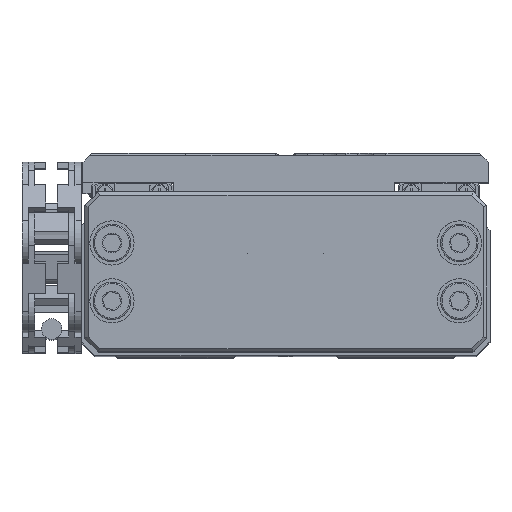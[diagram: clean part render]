
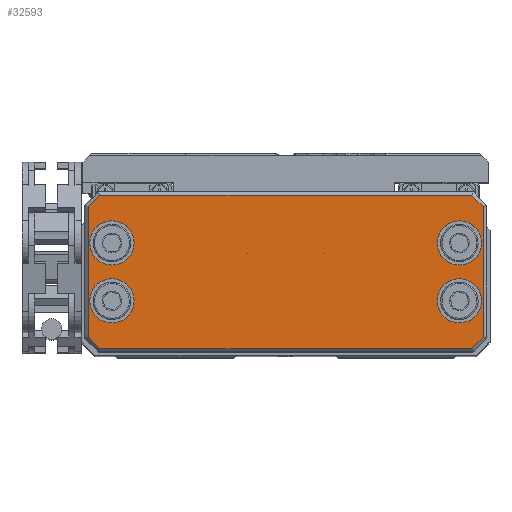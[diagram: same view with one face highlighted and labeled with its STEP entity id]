
A CAD part, top view. The second image highlights one B-rep face of the part: STEP entity #32593.
In plain terms, the highlighted planar face has unit normal (0, 0, 1).
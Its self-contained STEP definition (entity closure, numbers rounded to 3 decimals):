
#473 = ORIENTED_EDGE ( 'NONE', *, *, #9865, .T. ) ;
#1024 = CARTESIAN_POINT ( 'NONE',  ( 56.793, -0.5, 11. ) ) ;
#1285 = CARTESIAN_POINT ( 'NONE',  ( 55., -16., 11. ) ) ;
#1291 = DIRECTION ( 'NONE',  ( -1., 0., 0. ) ) ;
#1351 = ORIENTED_EDGE ( 'NONE', *, *, #33891, .T. ) ;
#1430 = CARTESIAN_POINT ( 'NONE',  ( 4., -16., 11. ) ) ;
#1446 = VECTOR ( 'NONE', #18582, 1000. ) ;
#1469 = DIRECTION ( 'NONE',  ( 1., 0., 0. ) ) ;
#2059 = VERTEX_POINT ( 'NONE', #21791 ) ;
#2210 = CARTESIAN_POINT ( 'NONE',  ( -10.396, -13.104, 11. ) ) ;
#2283 = EDGE_CURVE ( 'NONE', #4252, #7305, #8453, .T. ) ;
#2294 = EDGE_LOOP ( 'NONE', ( #15969, #36475 ) ) ;
#2832 = CIRCLE ( 'NONE', #21607, 3.25 ) ;
#2902 = CIRCLE ( 'NONE', #35990, 3.25 ) ;
#2933 = FACE_BOUND ( 'NONE', #33727, .T. ) ;
#2934 = CARTESIAN_POINT ( 'NONE',  ( 58.5, -21.293, 11. ) ) ;
#3145 = VECTOR ( 'NONE', #16591, 1000. ) ;
#3345 = CARTESIAN_POINT ( 'NONE',  ( 2.207, -0.5, 11. ) ) ;
#3431 = CARTESIAN_POINT ( 'NONE',  ( 4., -16., 11. ) ) ;
#4062 = CARTESIAN_POINT ( 'NONE',  ( 0., -23.5, 11. ) ) ;
#4251 = CIRCLE ( 'NONE', #5686, 3.25 ) ;
#4252 = VERTEX_POINT ( 'NONE', #34563 ) ;
#4666 = CARTESIAN_POINT ( 'NONE',  ( 7.25, -16., 11. ) ) ;
#4714 = LINE ( 'NONE', #18476, #27221 ) ;
#5431 = AXIS2_PLACEMENT_3D ( 'NONE', #3431, #17213, #30966 ) ;
#5686 = AXIS2_PLACEMENT_3D ( 'NONE', #8180, #21951, #35658 ) ;
#5736 = CARTESIAN_POINT ( 'NONE',  ( 39.896, 16.396, 11. ) ) ;
#5989 = ORIENTED_EDGE ( 'NONE', *, *, #20168, .F. ) ;
#6632 = EDGE_CURVE ( 'NONE', #40457, #16680, #10698, .T. ) ;
#6829 = AXIS2_PLACEMENT_3D ( 'NONE', #29509, #43211, #39823 ) ;
#7270 = EDGE_CURVE ( 'NONE', #26663, #22018, #42651, .T. ) ;
#7305 = VERTEX_POINT ( 'NONE', #1024 ) ;
#8180 = CARTESIAN_POINT ( 'NONE',  ( 55., -16., 11. ) ) ;
#8453 = LINE ( 'NONE', #5736, #19469 ) ;
#8541 = CARTESIAN_POINT ( 'NONE',  ( 0.5, -21.5, 11. ) ) ;
#9039 = DIRECTION ( 'NONE',  ( 0., 0., 1. ) ) ;
#9865 = EDGE_CURVE ( 'NONE', #35185, #35028, #15533, .T. ) ;
#10698 = LINE ( 'NONE', #25139, #38998 ) ;
#11838 = EDGE_LOOP ( 'NONE', ( #42903, #35601, #31639, #473, #28844, #1351, #42789, #36529 ) ) ;
#11840 = EDGE_LOOP ( 'NONE', ( #32692, #41489 ) ) ;
#12145 = DIRECTION ( 'NONE',  ( 0., -1., 0. ) ) ;
#12363 = LINE ( 'NONE', #8541, #30024 ) ;
#12373 = LINE ( 'NONE', #18721, #26798 ) ;
#13902 = EDGE_CURVE ( 'NONE', #16872, #37171, #16967, .T. ) ;
#14219 = ORIENTED_EDGE ( 'NONE', *, *, #7270, .F. ) ;
#15059 = DIRECTION ( 'NONE',  ( 0., 0., 1. ) ) ;
#15533 = LINE ( 'NONE', #2210, #38690 ) ;
#15839 = LINE ( 'NONE', #32962, #1446 ) ;
#15969 = ORIENTED_EDGE ( 'NONE', *, *, #13902, .F. ) ;
#16591 = DIRECTION ( 'NONE',  ( 0.707, 0.707, 0. ) ) ;
#16680 = VERTEX_POINT ( 'NONE', #31276 ) ;
#16860 = AXIS2_PLACEMENT_3D ( 'NONE', #1430, #35260, #28066 ) ;
#16872 = VERTEX_POINT ( 'NONE', #4666 ) ;
#16967 = CIRCLE ( 'NONE', #5431, 3.25 ) ;
#17213 = DIRECTION ( 'NONE',  ( 0., 0., 1. ) ) ;
#17273 = CARTESIAN_POINT ( 'NONE',  ( 7.25, -7.5, 11. ) ) ;
#18476 = CARTESIAN_POINT ( 'NONE',  ( 2., -0.5, 11. ) ) ;
#18582 = DIRECTION ( 'NONE',  ( 0., 1., 0. ) ) ;
#18721 = CARTESIAN_POINT ( 'NONE',  ( 1.354, -22.146, 11. ) ) ;
#18764 = CARTESIAN_POINT ( 'NONE',  ( 0.75, -7.5, 11. ) ) ;
#19003 = EDGE_CURVE ( 'NONE', #16680, #25837, #33918, .T. ) ;
#19469 = VECTOR ( 'NONE', #29410, 1000. ) ;
#19547 = CARTESIAN_POINT ( 'NONE',  ( 58.25, -16., 11. ) ) ;
#19914 = ORIENTED_EDGE ( 'NONE', *, *, #44524, .F. ) ;
#19917 = CARTESIAN_POINT ( 'NONE',  ( 4., -7.5, 11. ) ) ;
#20168 = EDGE_CURVE ( 'NONE', #26265, #37948, #26266, .T. ) ;
#21109 = ORIENTED_EDGE ( 'NONE', *, *, #31609, .F. ) ;
#21607 = AXIS2_PLACEMENT_3D ( 'NONE', #1285, #15059, #42523 ) ;
#21791 = CARTESIAN_POINT ( 'NONE',  ( 51.75, -16., 11. ) ) ;
#21816 = CARTESIAN_POINT ( 'NONE',  ( 4., -7.5, 11. ) ) ;
#21951 = DIRECTION ( 'NONE',  ( 0., 0., 1. ) ) ;
#22018 = VERTEX_POINT ( 'NONE', #18764 ) ;
#22557 = EDGE_CURVE ( 'NONE', #35028, #23442, #12363, .T. ) ;
#22972 = DIRECTION ( 'NONE',  ( -0.707, -0.707, 0. ) ) ;
#23071 = AXIS2_PLACEMENT_3D ( 'NONE', #4062, #31352, #37826 ) ;
#23442 = VERTEX_POINT ( 'NONE', #30238 ) ;
#24456 = DIRECTION ( 'NONE',  ( 1., 0., 0. ) ) ;
#25139 = CARTESIAN_POINT ( 'NONE',  ( 57., -23., 11. ) ) ;
#25837 = VERTEX_POINT ( 'NONE', #2934 ) ;
#26134 = AXIS2_PLACEMENT_3D ( 'NONE', #21816, #39320, #1469 ) ;
#26135 = DIRECTION ( 'NONE',  ( 0.707, -0.707, 0. ) ) ;
#26169 = CARTESIAN_POINT ( 'NONE',  ( 55., -7.5, 11. ) ) ;
#26265 = VERTEX_POINT ( 'NONE', #27023 ) ;
#26266 = CIRCLE ( 'NONE', #6829, 3.25 ) ;
#26663 = VERTEX_POINT ( 'NONE', #17273 ) ;
#26798 = VECTOR ( 'NONE', #26135, 1000. ) ;
#27023 = CARTESIAN_POINT ( 'NONE',  ( 58.25, -7.5, 11. ) ) ;
#27081 = FACE_BOUND ( 'NONE', #2294, .T. ) ;
#27221 = VECTOR ( 'NONE', #1291, 1000. ) ;
#28066 = DIRECTION ( 'NONE',  ( 1., 0., 0. ) ) ;
#28844 = ORIENTED_EDGE ( 'NONE', *, *, #22557, .T. ) ;
#29410 = DIRECTION ( 'NONE',  ( -0.707, 0.707, 0. ) ) ;
#29509 = CARTESIAN_POINT ( 'NONE',  ( 55., -7.5, 11. ) ) ;
#30024 = VECTOR ( 'NONE', #12145, 1000. ) ;
#30238 = CARTESIAN_POINT ( 'NONE',  ( 0.5, -21.293, 11. ) ) ;
#30325 = EDGE_CURVE ( 'NONE', #2059, #32208, #4251, .T. ) ;
#30463 = CARTESIAN_POINT ( 'NONE',  ( 0.75, -16., 11. ) ) ;
#30966 = DIRECTION ( 'NONE',  ( 1., 0., 0. ) ) ;
#31185 = EDGE_CURVE ( 'NONE', #32208, #2059, #2832, .T. ) ;
#31195 = CARTESIAN_POINT ( 'NONE',  ( 51.75, -7.5, 11. ) ) ;
#31230 = CARTESIAN_POINT ( 'NONE',  ( 28.146, -51.646, 11. ) ) ;
#31276 = CARTESIAN_POINT ( 'NONE',  ( 56.793, -23., 11. ) ) ;
#31352 = DIRECTION ( 'NONE',  ( 0., 0., 1. ) ) ;
#31482 = EDGE_CURVE ( 'NONE', #25837, #4252, #15839, .T. ) ;
#31609 = EDGE_CURVE ( 'NONE', #22018, #26663, #2902, .T. ) ;
#31639 = ORIENTED_EDGE ( 'NONE', *, *, #42373, .T. ) ;
#32208 = VERTEX_POINT ( 'NONE', #19547 ) ;
#32593 = ADVANCED_FACE ( 'NONE', ( #44160, #2933, #27081, #40776, #34260 ), #41892, .T. ) ;
#32692 = ORIENTED_EDGE ( 'NONE', *, *, #31185, .F. ) ;
#32962 = CARTESIAN_POINT ( 'NONE',  ( 58.5, -2., 11. ) ) ;
#33627 = EDGE_LOOP ( 'NONE', ( #5989, #19914 ) ) ;
#33628 = DIRECTION ( 'NONE',  ( 0., 0., 1. ) ) ;
#33727 = EDGE_LOOP ( 'NONE', ( #14219, #21109 ) ) ;
#33891 = EDGE_CURVE ( 'NONE', #23442, #40457, #12373, .T. ) ;
#33918 = LINE ( 'NONE', #31230, #3145 ) ;
#34260 = FACE_BOUND ( 'NONE', #33627, .T. ) ;
#34563 = CARTESIAN_POINT ( 'NONE',  ( 58.5, -2.207, 11. ) ) ;
#35028 = VERTEX_POINT ( 'NONE', #41902 ) ;
#35185 = VERTEX_POINT ( 'NONE', #3345 ) ;
#35260 = DIRECTION ( 'NONE',  ( 0., 0., 1. ) ) ;
#35601 = ORIENTED_EDGE ( 'NONE', *, *, #2283, .T. ) ;
#35658 = DIRECTION ( 'NONE',  ( 1., 0., 0. ) ) ;
#35990 = AXIS2_PLACEMENT_3D ( 'NONE', #19917, #33628, #36750 ) ;
#36475 = ORIENTED_EDGE ( 'NONE', *, *, #36511, .F. ) ;
#36511 = EDGE_CURVE ( 'NONE', #37171, #16872, #41999, .T. ) ;
#36529 = ORIENTED_EDGE ( 'NONE', *, *, #19003, .T. ) ;
#36750 = DIRECTION ( 'NONE',  ( 1., 0., 0. ) ) ;
#36957 = CARTESIAN_POINT ( 'NONE',  ( 2.207, -23., 11. ) ) ;
#37171 = VERTEX_POINT ( 'NONE', #30463 ) ;
#37826 = DIRECTION ( 'NONE',  ( 1., 0., 0. ) ) ;
#37948 = VERTEX_POINT ( 'NONE', #31195 ) ;
#38030 = AXIS2_PLACEMENT_3D ( 'NONE', #26169, #9039, #40315 ) ;
#38690 = VECTOR ( 'NONE', #22972, 1000. ) ;
#38998 = VECTOR ( 'NONE', #24456, 1000. ) ;
#39320 = DIRECTION ( 'NONE',  ( 0., 0., 1. ) ) ;
#39823 = DIRECTION ( 'NONE',  ( 1., 0., 0. ) ) ;
#40315 = DIRECTION ( 'NONE',  ( 1., 0., 0. ) ) ;
#40457 = VERTEX_POINT ( 'NONE', #36957 ) ;
#40776 = FACE_BOUND ( 'NONE', #11840, .T. ) ;
#41489 = ORIENTED_EDGE ( 'NONE', *, *, #30325, .F. ) ;
#41649 = CIRCLE ( 'NONE', #38030, 3.25 ) ;
#41892 = PLANE ( 'NONE',  #23071 ) ;
#41902 = CARTESIAN_POINT ( 'NONE',  ( 0.5, -2.207, 11. ) ) ;
#41999 = CIRCLE ( 'NONE', #16860, 3.25 ) ;
#42373 = EDGE_CURVE ( 'NONE', #7305, #35185, #4714, .T. ) ;
#42523 = DIRECTION ( 'NONE',  ( 1., 0., 0. ) ) ;
#42651 = CIRCLE ( 'NONE', #26134, 3.25 ) ;
#42789 = ORIENTED_EDGE ( 'NONE', *, *, #6632, .T. ) ;
#42903 = ORIENTED_EDGE ( 'NONE', *, *, #31482, .T. ) ;
#43211 = DIRECTION ( 'NONE',  ( 0., 0., 1. ) ) ;
#44160 = FACE_OUTER_BOUND ( 'NONE', #11838, .T. ) ;
#44524 = EDGE_CURVE ( 'NONE', #37948, #26265, #41649, .T. ) ;
